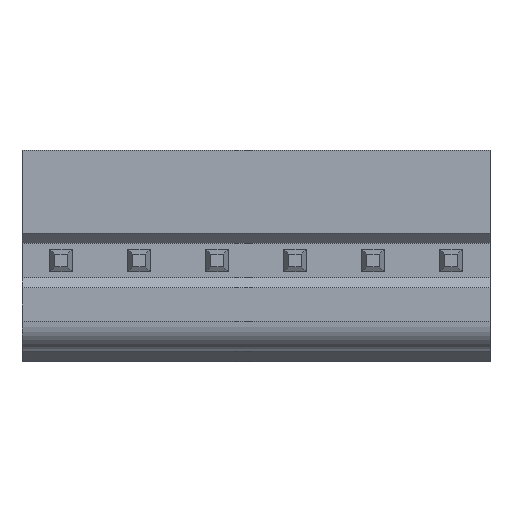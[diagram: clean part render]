
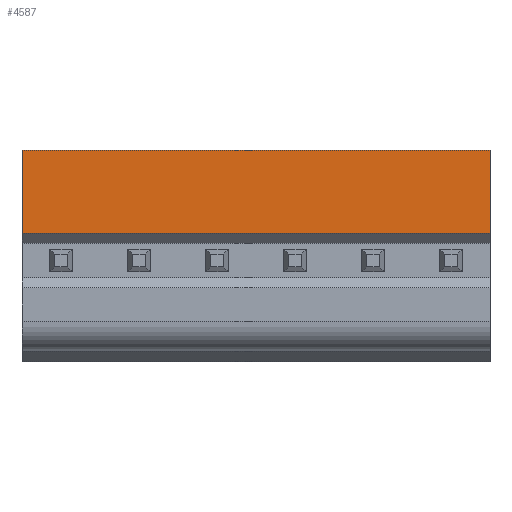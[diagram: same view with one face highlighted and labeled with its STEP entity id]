
A CAD part, front view. The second image highlights one B-rep face of the part: STEP entity #4587.
In plain terms, the highlighted planar face has unit normal (0, -1, 0).
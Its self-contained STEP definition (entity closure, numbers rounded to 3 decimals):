
#32 = PLANE('',#33);
#33 = AXIS2_PLACEMENT_3D('',#34,#35,#36);
#34 = CARTESIAN_POINT('',(11.88,4.471,3.433));
#35 = DIRECTION('',(1.,-0.,0.));
#36 = DIRECTION('',(0.,0.,-1.));
#207 = VERTEX_POINT('',#208);
#208 = CARTESIAN_POINT('',(11.88,0.,10.2));
#222 = PLANE('',#223);
#223 = AXIS2_PLACEMENT_3D('',#224,#225,#226);
#224 = CARTESIAN_POINT('',(11.88,3.2,10.2));
#225 = DIRECTION('',(0.,0.,1.));
#226 = DIRECTION('',(-0.,-1.,0.));
#234 = EDGE_CURVE('',#207,#235,#237,.T.);
#235 = VERTEX_POINT('',#236);
#236 = CARTESIAN_POINT('',(11.88,0.,5.975));
#237 = SURFACE_CURVE('',#238,(#242,#249),.PCURVE_S1.);
#238 = LINE('',#239,#240);
#239 = CARTESIAN_POINT('',(11.88,0.,10.2));
#240 = VECTOR('',#241,1.);
#241 = DIRECTION('',(0.,0.,-1.));
#242 = PCURVE('',#32,#243);
#243 = DEFINITIONAL_REPRESENTATION('',(#244),#248);
#244 = LINE('',#245,#246);
#245 = CARTESIAN_POINT('',(-6.767,-4.471));
#246 = VECTOR('',#247,1.);
#247 = DIRECTION('',(1.,0.));
#248 = ( GEOMETRIC_REPRESENTATION_CONTEXT(2) 
PARAMETRIC_REPRESENTATION_CONTEXT() REPRESENTATION_CONTEXT('2D SPACE',''
  ) );
#249 = PCURVE('',#250,#255);
#250 = PLANE('',#251);
#251 = AXIS2_PLACEMENT_3D('',#252,#253,#254);
#252 = CARTESIAN_POINT('',(11.88,0.,10.2));
#253 = DIRECTION('',(-0.,-1.,0.));
#254 = DIRECTION('',(0.,0.,-1.));
#255 = DEFINITIONAL_REPRESENTATION('',(#256),#260);
#256 = LINE('',#257,#258);
#257 = CARTESIAN_POINT('',(0.,-0.));
#258 = VECTOR('',#259,1.);
#259 = DIRECTION('',(1.,0.));
#260 = ( GEOMETRIC_REPRESENTATION_CONTEXT(2) 
PARAMETRIC_REPRESENTATION_CONTEXT() REPRESENTATION_CONTEXT('2D SPACE',''
  ) );
#278 = PLANE('',#279);
#279 = AXIS2_PLACEMENT_3D('',#280,#281,#282);
#280 = CARTESIAN_POINT('',(11.88,0.5,5.475));
#281 = DIRECTION('',(0.,0.707,0.707)
  );
#282 = DIRECTION('',(0.,-0.707,0.707)
  );
#687 = PLANE('',#688);
#688 = AXIS2_PLACEMENT_3D('',#689,#690,#691);
#689 = CARTESIAN_POINT('',(-11.88,4.471,3.433));
#690 = DIRECTION('',(1.,-0.,0.));
#691 = DIRECTION('',(0.,0.,-1.));
#850 = VERTEX_POINT('',#851);
#851 = CARTESIAN_POINT('',(-11.88,0.,10.2));
#872 = EDGE_CURVE('',#850,#873,#875,.T.);
#873 = VERTEX_POINT('',#874);
#874 = CARTESIAN_POINT('',(-11.88,0.,5.975));
#875 = SURFACE_CURVE('',#876,(#880,#887),.PCURVE_S1.);
#876 = LINE('',#877,#878);
#877 = CARTESIAN_POINT('',(-11.88,0.,10.2));
#878 = VECTOR('',#879,1.);
#879 = DIRECTION('',(0.,0.,-1.));
#880 = PCURVE('',#687,#881);
#881 = DEFINITIONAL_REPRESENTATION('',(#882),#886);
#882 = LINE('',#883,#884);
#883 = CARTESIAN_POINT('',(-6.767,-4.471));
#884 = VECTOR('',#885,1.);
#885 = DIRECTION('',(1.,0.));
#886 = ( GEOMETRIC_REPRESENTATION_CONTEXT(2) 
PARAMETRIC_REPRESENTATION_CONTEXT() REPRESENTATION_CONTEXT('2D SPACE',''
  ) );
#887 = PCURVE('',#250,#888);
#888 = DEFINITIONAL_REPRESENTATION('',(#889),#893);
#889 = LINE('',#890,#891);
#890 = CARTESIAN_POINT('',(0.,-23.76));
#891 = VECTOR('',#892,1.);
#892 = DIRECTION('',(1.,0.));
#893 = ( GEOMETRIC_REPRESENTATION_CONTEXT(2) 
PARAMETRIC_REPRESENTATION_CONTEXT() REPRESENTATION_CONTEXT('2D SPACE',''
  ) );
#4567 = EDGE_CURVE('',#207,#850,#4568,.T.);
#4568 = SURFACE_CURVE('',#4569,(#4573,#4580),.PCURVE_S1.);
#4569 = LINE('',#4570,#4571);
#4570 = CARTESIAN_POINT('',(11.88,0.,10.2));
#4571 = VECTOR('',#4572,1.);
#4572 = DIRECTION('',(-1.,0.,0.));
#4573 = PCURVE('',#222,#4574);
#4574 = DEFINITIONAL_REPRESENTATION('',(#4575),#4579);
#4575 = LINE('',#4576,#4577);
#4576 = CARTESIAN_POINT('',(3.2,0.));
#4577 = VECTOR('',#4578,1.);
#4578 = DIRECTION('',(0.,-1.));
#4579 = ( GEOMETRIC_REPRESENTATION_CONTEXT(2) 
PARAMETRIC_REPRESENTATION_CONTEXT() REPRESENTATION_CONTEXT('2D SPACE',''
  ) );
#4580 = PCURVE('',#250,#4581);
#4581 = DEFINITIONAL_REPRESENTATION('',(#4582),#4586);
#4582 = LINE('',#4583,#4584);
#4583 = CARTESIAN_POINT('',(0.,-0.));
#4584 = VECTOR('',#4585,1.);
#4585 = DIRECTION('',(0.,-1.));
#4586 = ( GEOMETRIC_REPRESENTATION_CONTEXT(2) 
PARAMETRIC_REPRESENTATION_CONTEXT() REPRESENTATION_CONTEXT('2D SPACE',''
  ) );
#4587 = ADVANCED_FACE('',(#4588),#250,.T.);
#4588 = FACE_BOUND('',#4589,.T.);
#4589 = EDGE_LOOP('',(#4590,#4591,#4592,#4593));
#4590 = ORIENTED_EDGE('',*,*,#234,.F.);
#4591 = ORIENTED_EDGE('',*,*,#4567,.T.);
#4592 = ORIENTED_EDGE('',*,*,#872,.T.);
#4593 = ORIENTED_EDGE('',*,*,#4594,.F.);
#4594 = EDGE_CURVE('',#235,#873,#4595,.T.);
#4595 = SURFACE_CURVE('',#4596,(#4600,#4607),.PCURVE_S1.);
#4596 = LINE('',#4597,#4598);
#4597 = CARTESIAN_POINT('',(11.88,0.,5.975));
#4598 = VECTOR('',#4599,1.);
#4599 = DIRECTION('',(-1.,0.,0.));
#4600 = PCURVE('',#250,#4601);
#4601 = DEFINITIONAL_REPRESENTATION('',(#4602),#4606);
#4602 = LINE('',#4603,#4604);
#4603 = CARTESIAN_POINT('',(4.225,0.));
#4604 = VECTOR('',#4605,1.);
#4605 = DIRECTION('',(0.,-1.));
#4606 = ( GEOMETRIC_REPRESENTATION_CONTEXT(2) 
PARAMETRIC_REPRESENTATION_CONTEXT() REPRESENTATION_CONTEXT('2D SPACE',''
  ) );
#4607 = PCURVE('',#278,#4608);
#4608 = DEFINITIONAL_REPRESENTATION('',(#4609),#4613);
#4609 = LINE('',#4610,#4611);
#4610 = CARTESIAN_POINT('',(0.707,0.));
#4611 = VECTOR('',#4612,1.);
#4612 = DIRECTION('',(0.,-1.));
#4613 = ( GEOMETRIC_REPRESENTATION_CONTEXT(2) 
PARAMETRIC_REPRESENTATION_CONTEXT() REPRESENTATION_CONTEXT('2D SPACE',''
  ) );
